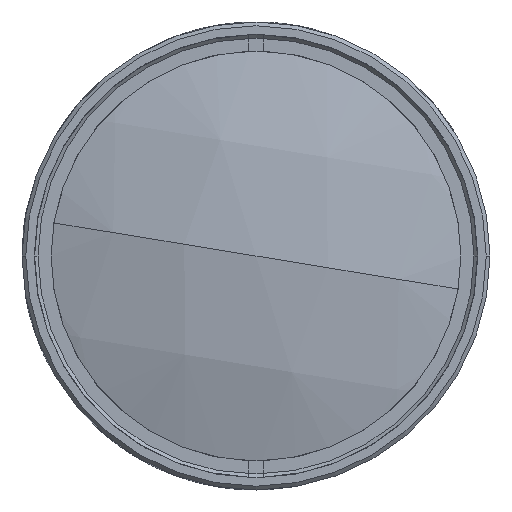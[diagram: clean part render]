
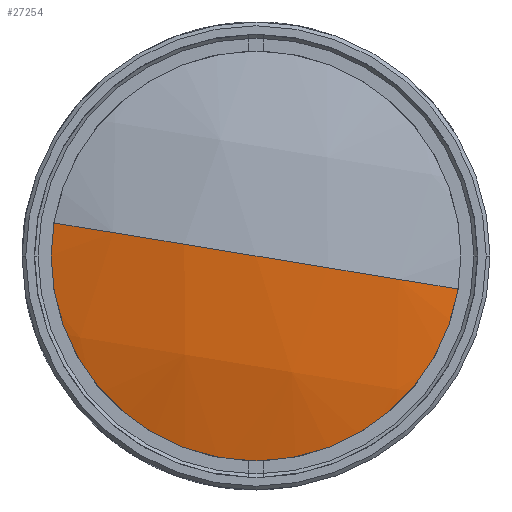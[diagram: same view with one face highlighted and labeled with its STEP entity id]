
A CAD part, left-side view. The second image highlights one B-rep face of the part: STEP entity #27254.
In plain terms, the highlighted spherical face has radius 56.179 mm.
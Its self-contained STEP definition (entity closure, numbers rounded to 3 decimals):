
#2692 = CARTESIAN_POINT ( 'NONE',  ( -42.881, -19.84, 100.044 ) ) ;
#2802 = VERTEX_POINT ( 'NONE', #2692 ) ;
#2890 = SPHERICAL_SURFACE ( 'NONE', #26820, 56.179 ) ;
#3181 = VERTEX_POINT ( 'NONE', #25364 ) ;
#3315 = ORIENTED_EDGE ( 'NONE', *, *, #17255, .T. ) ;
#3746 = DIRECTION ( 'NONE',  ( 0., 0.161, -0.987 ) ) ;
#4220 = CARTESIAN_POINT ( 'NONE',  ( -45.515, -3.063, 102.789 ) ) ;
#4532 = CARTESIAN_POINT ( 'NONE',  ( -42.881, -3.063, 102.789 ) ) ;
#4701 = DIRECTION ( 'NONE',  ( 0., 0.987, 0.161 ) ) ;
#4893 = FACE_OUTER_BOUND ( 'NONE', #14968, .T. ) ;
#4966 = CARTESIAN_POINT ( 'NONE',  ( 10.664, -3.063, 102.789 ) ) ;
#6682 = DIRECTION ( 'NONE',  ( 0., -0.161, 0.987 ) ) ;
#6919 = ORIENTED_EDGE ( 'NONE', *, *, #10878, .T. ) ;
#7110 = DIRECTION ( 'NONE',  ( 0., -0.987, -0.161 ) ) ;
#8904 = CARTESIAN_POINT ( 'NONE',  ( 10.664, -3.063, 102.789 ) ) ;
#10167 = EDGE_CURVE ( 'NONE', #3181, #23153, #25283, .T. ) ;
#10415 = AXIS2_PLACEMENT_3D ( 'NONE', #4532, #19395, #6682 ) ;
#10878 = EDGE_CURVE ( 'NONE', #3181, #2802, #18289, .T. ) ;
#14968 = EDGE_LOOP ( 'NONE', ( #6919, #3315, #23230 ) ) ;
#16459 = CARTESIAN_POINT ( 'NONE',  ( 10.664, -3.063, 102.789 ) ) ;
#17255 = EDGE_CURVE ( 'NONE', #2802, #23153, #25878, .T. ) ;
#17403 = DIRECTION ( 'NONE',  ( 0., 0.161, -0.987 ) ) ;
#18289 = CIRCLE ( 'NONE', #10415, 17. ) ;
#18504 = AXIS2_PLACEMENT_3D ( 'NONE', #16459, #3746, #18588 ) ;
#18584 = AXIS2_PLACEMENT_3D ( 'NONE', #4966, #19800, #7110 ) ;
#18588 = DIRECTION ( 'NONE',  ( 0., 0.987, 0.161 ) ) ;
#19395 = DIRECTION ( 'NONE',  ( -1., 0., 0. ) ) ;
#19800 = DIRECTION ( 'NONE',  ( 0., -0.161, 0.987 ) ) ;
#23153 = VERTEX_POINT ( 'NONE', #4220 ) ;
#23230 = ORIENTED_EDGE ( 'NONE', *, *, #10167, .F. ) ;
#25283 = CIRCLE ( 'NONE', #18584, 56.179 ) ;
#25364 = CARTESIAN_POINT ( 'NONE',  ( -42.881, 13.714, 105.533 ) ) ;
#25878 = CIRCLE ( 'NONE', #18504, 56.179 ) ;
#26820 = AXIS2_PLACEMENT_3D ( 'NONE', #8904, #17403, #4701 ) ;
#27254 = ADVANCED_FACE ( 'NONE', ( #4893 ), #2890, .T. ) ;
